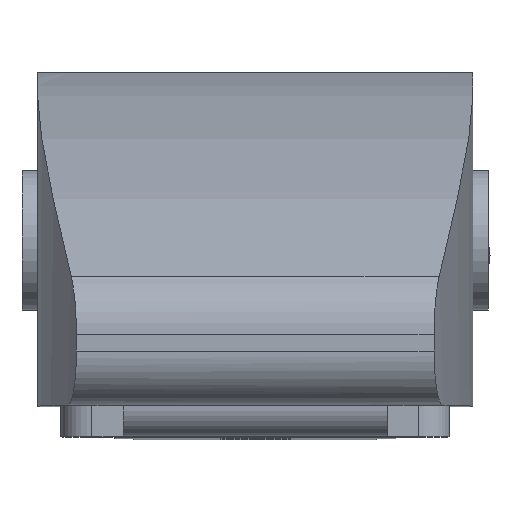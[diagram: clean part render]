
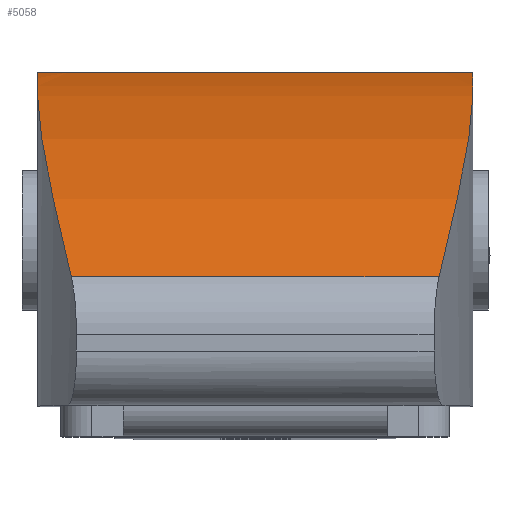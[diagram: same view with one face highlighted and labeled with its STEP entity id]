
A CAD part, top view. The second image highlights one B-rep face of the part: STEP entity #5058.
In plain terms, the highlighted cylindrical face has radius 80 mm (diameter 160 mm), a partial arc.
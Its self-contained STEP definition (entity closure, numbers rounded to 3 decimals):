
#34 = DIRECTION ( 'NONE',  ( -1., 0., 0. ) ) ;
#192 = CARTESIAN_POINT ( 'NONE',  ( 14., 34.953, 9.271 ) ) ;
#216 = EDGE_CURVE ( 'NONE', #5372, #4257, #3294, .T. ) ;
#281 = ORIENTED_EDGE ( 'NONE', *, *, #2741, .T. ) ;
#318 = VECTOR ( 'NONE', #4460, 1000. ) ;
#363 = CARTESIAN_POINT ( 'NONE',  ( -12.498, 57.889, 0.363 ) ) ;
#442 = ORIENTED_EDGE ( 'NONE', *, *, #216, .T. ) ;
#609 = EDGE_CURVE ( 'NONE', #4881, #6206, #2063, .T. ) ;
#874 = DIRECTION ( 'NONE',  ( 0., 0., 1. ) ) ;
#888 = CARTESIAN_POINT ( 'NONE',  ( -11.832, 62.015, -2.418 ) ) ;
#968 = VECTOR ( 'NONE', #1842, 1000. ) ;
#1029 = CARTESIAN_POINT ( 'NONE',  ( 13.038, 53.569, 2.719 ) ) ;
#1074 = EDGE_CURVE ( 'NONE', #6206, #3617, #3115, .T. ) ;
#1168 = EDGE_CURVE ( 'NONE', #3339, #4340, #2601, .T. ) ;
#1204 = CARTESIAN_POINT ( 'NONE',  ( 14., 62.015, -2.418 ) ) ;
#1358 = EDGE_CURVE ( 'NONE', #3339, #1885, #4388, .T. ) ;
#1425 = CARTESIAN_POINT ( 'NONE',  ( -14., 39.855, 8.162 ) ) ;
#1454 = DIRECTION ( 'NONE',  ( 1., 0., 0. ) ) ;
#1559 = CARTESIAN_POINT ( 'NONE',  ( 11.832, 62.015, -2.418 ) ) ;
#1765 = CARTESIAN_POINT ( 'NONE',  ( 12., 25.7, 10.8 ) ) ;
#1811 = EDGE_LOOP ( 'NONE', ( #6133, #6481, #2419, #442, #281, #3769, #3891, #4347 ) ) ;
#1842 = DIRECTION ( 'NONE',  ( -1., 0., 0. ) ) ;
#1858 = CIRCLE ( 'NONE', #3142, 80. ) ;
#1885 = VERTEX_POINT ( 'NONE', #5168 ) ;
#1909 = CARTESIAN_POINT ( 'NONE',  ( 14., 17.305, -68.758 ) ) ;
#2063 = LINE ( 'NONE', #3155, #6012 ) ;
#2168 = CYLINDRICAL_SURFACE ( 'NONE', #4975, 80. ) ;
#2255 = CARTESIAN_POINT ( 'NONE',  ( 11.832, 62.015, -2.418 ) ) ;
#2318 = FACE_OUTER_BOUND ( 'NONE', #1811, .T. ) ;
#2343 = LINE ( 'NONE', #6486, #968 ) ;
#2419 = ORIENTED_EDGE ( 'NONE', *, *, #4802, .T. ) ;
#2451 = DIRECTION ( 'NONE',  ( 1., 0., 0. ) ) ;
#2601 = B_SPLINE_CURVE_WITH_KNOTS ( 'NONE', 3,
 ( #4153, #6201, #3105, #1029, #4667, #1559 ),
 .UNSPECIFIED., .F., .F.,
 ( 4, 2, 4 ),
 ( 0., 0.015, 0.03 ),
 .UNSPECIFIED. ) ;
#2741 = EDGE_CURVE ( 'NONE', #4257, #3617, #1858, .T. ) ;
#3104 = EDGE_CURVE ( 'NONE', #1885, #4881, #2343, .T. ) ;
#3105 = CARTESIAN_POINT ( 'NONE',  ( 13.789, 44.552, 6.619 ) ) ;
#3115 = LINE ( 'NONE', #4962, #318 ) ;
#3142 = AXIS2_PLACEMENT_3D ( 'NONE', #4559, #1454, #5103 ) ;
#3155 = CARTESIAN_POINT ( 'NONE',  ( 14., 25.7, 10.8 ) ) ;
#3294 = B_SPLINE_CURVE_WITH_KNOTS ( 'NONE', 3,
 ( #888, #363, #3486, #4530, #1425, #5069 ),
 .UNSPECIFIED., .F., .F.,
 ( 4, 2, 4 ),
 ( 0., 0.015, 0.03 ),
 .UNSPECIFIED. ) ;
#3339 = VERTEX_POINT ( 'NONE', #192 ) ;
#3486 = CARTESIAN_POINT ( 'NONE',  ( -13.038, 53.569, 2.719 ) ) ;
#3617 = VERTEX_POINT ( 'NONE', #5619 ) ;
#3769 = ORIENTED_EDGE ( 'NONE', *, *, #1074, .F. ) ;
#3778 = AXIS2_PLACEMENT_3D ( 'NONE', #5571, #2451, #6069 ) ;
#3789 = LINE ( 'NONE', #1204, #6370 ) ;
#3891 = ORIENTED_EDGE ( 'NONE', *, *, #609, .F. ) ;
#4000 = DIRECTION ( 'NONE',  ( -1., 0., 0. ) ) ;
#4153 = CARTESIAN_POINT ( 'NONE',  ( 14., 34.953, 9.271 ) ) ;
#4257 = VERTEX_POINT ( 'NONE', #4779 ) ;
#4340 = VERTEX_POINT ( 'NONE', #2255 ) ;
#4347 = ORIENTED_EDGE ( 'NONE', *, *, #3104, .F. ) ;
#4388 = CIRCLE ( 'NONE', #3778, 80. ) ;
#4460 = DIRECTION ( 'NONE',  ( -1., 0., 0. ) ) ;
#4530 = CARTESIAN_POINT ( 'NONE',  ( -13.789, 44.552, 6.619 ) ) ;
#4559 = CARTESIAN_POINT ( 'NONE',  ( -14., 17.305, -68.758 ) ) ;
#4667 = CARTESIAN_POINT ( 'NONE',  ( 12.498, 57.889, 0.363 ) ) ;
#4779 = CARTESIAN_POINT ( 'NONE',  ( -14., 34.953, 9.271 ) ) ;
#4802 = EDGE_CURVE ( 'NONE', #4340, #5372, #3789, .T. ) ;
#4834 = DIRECTION ( 'NONE',  ( -1., 0., 0. ) ) ;
#4881 = VERTEX_POINT ( 'NONE', #1765 ) ;
#4962 = CARTESIAN_POINT ( 'NONE',  ( 14., 25.7, 10.8 ) ) ;
#4975 = AXIS2_PLACEMENT_3D ( 'NONE', #1909, #4000, #874 ) ;
#5058 = ADVANCED_FACE ( 'NONE', ( #2318 ), #2168, .T. ) ;
#5069 = CARTESIAN_POINT ( 'NONE',  ( -14., 34.953, 9.271 ) ) ;
#5103 = DIRECTION ( 'NONE',  ( 0., 0., -1. ) ) ;
#5168 = CARTESIAN_POINT ( 'NONE',  ( 14., 25.7, 10.8 ) ) ;
#5372 = VERTEX_POINT ( 'NONE', #6039 ) ;
#5571 = CARTESIAN_POINT ( 'NONE',  ( 14., 17.305, -68.758 ) ) ;
#5619 = CARTESIAN_POINT ( 'NONE',  ( -14., 25.7, 10.8 ) ) ;
#6012 = VECTOR ( 'NONE', #34, 1000. ) ;
#6039 = CARTESIAN_POINT ( 'NONE',  ( -11.832, 62.015, -2.418 ) ) ;
#6069 = DIRECTION ( 'NONE',  ( 0., 0., -1. ) ) ;
#6133 = ORIENTED_EDGE ( 'NONE', *, *, #1358, .F. ) ;
#6201 = CARTESIAN_POINT ( 'NONE',  ( 14., 39.855, 8.162 ) ) ;
#6206 = VERTEX_POINT ( 'NONE', #6529 ) ;
#6370 = VECTOR ( 'NONE', #4834, 1000. ) ;
#6481 = ORIENTED_EDGE ( 'NONE', *, *, #1168, .T. ) ;
#6486 = CARTESIAN_POINT ( 'NONE',  ( 14., 25.7, 10.8 ) ) ;
#6529 = CARTESIAN_POINT ( 'NONE',  ( -12., 25.7, 10.8 ) ) ;
